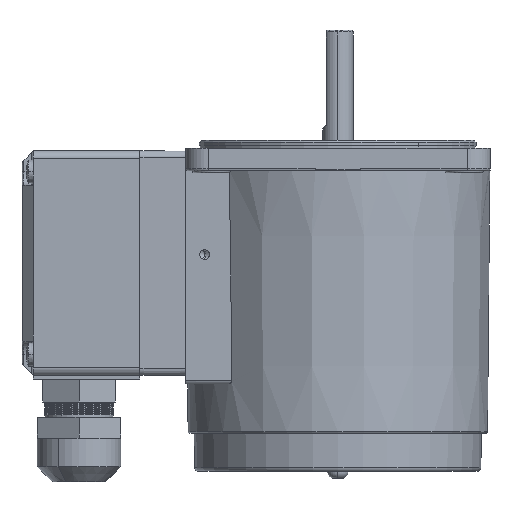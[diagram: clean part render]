
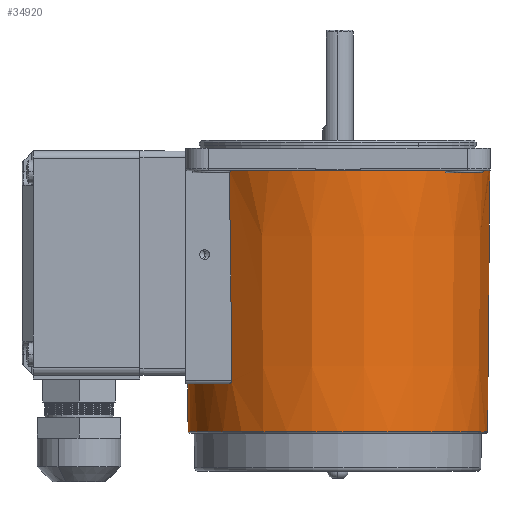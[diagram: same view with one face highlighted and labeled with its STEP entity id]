
A CAD part, left-side view. The second image highlights one B-rep face of the part: STEP entity #34920.
In plain terms, the highlighted conical face has half-angle 0.5 degrees and reference radius 39.35 mm.
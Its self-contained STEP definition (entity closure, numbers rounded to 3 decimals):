
#33034 = CARTESIAN_POINT ( 'NONE',  ( 39.35, 0., -74.504 ) ) ;
#33035 = LINE ( 'NONE', #33034, #33119 ) ;
#33076 = CARTESIAN_POINT ( 'NONE',  ( -39.35, 0., -74.504 ) ) ;
#33105 = DIRECTION ( 'NONE',  ( 0.009, 0., 1. ) ) ;
#33119 = VECTOR ( 'NONE', #33105, 1000. ) ;
#33195 = VERTEX_POINT ( 'NONE', #33076 ) ;
#33220 = LINE ( 'NONE', #33243, #33363 ) ;
#33232 = EDGE_CURVE ( 'NONE', #33289, #33281, #33035, .T. ) ;
#33243 = CARTESIAN_POINT ( 'NONE',  ( -39.35, 0., -74.504 ) ) ;
#33249 = CARTESIAN_POINT ( 'NONE',  ( 39.948, 0., -6. ) ) ;
#33264 = CARTESIAN_POINT ( 'NONE',  ( -39.459, 0., -62. ) ) ;
#33273 = VERTEX_POINT ( 'NONE', #33264 ) ;
#33281 = VERTEX_POINT ( 'NONE', #33249 ) ;
#33288 = EDGE_CURVE ( 'NONE', #33195, #33273, #33220, .T. ) ;
#33289 = VERTEX_POINT ( 'NONE', #33366 ) ;
#33361 = DIRECTION ( 'NONE',  ( -0.009, 0., 1. ) ) ;
#33363 = VECTOR ( 'NONE', #33361, 1000. ) ;
#33366 = CARTESIAN_POINT ( 'NONE',  ( 39.35, 0., -74.504 ) ) ;
#33535 = VERTEX_POINT ( 'NONE', #33973 ) ;
#33558 = VERTEX_POINT ( 'NONE', #34006 ) ;
#33626 = EDGE_CURVE ( 'NONE', #33640, #33632, #34327, .T. ) ;
#33632 = VERTEX_POINT ( 'NONE', #34291 ) ;
#33640 = VERTEX_POINT ( 'NONE', #34414 ) ;
#33676 = EDGE_CURVE ( 'NONE', #33535, #33558, #34479, .T. ) ;
#33973 = CARTESIAN_POINT ( 'NONE',  ( 5.964, -39.5, -6. ) ) ;
#34006 = CARTESIAN_POINT ( 'NONE',  ( 39.5, -5.964, -6. ) ) ;
#34125 = CARTESIAN_POINT ( 'NONE',  ( -28.349, -27.449, -61.901 ) ) ;
#34127 = CARTESIAN_POINT ( 'NONE',  ( -28.248, -27.553, -61.843 ) ) ;
#34291 = CARTESIAN_POINT ( 'NONE',  ( -5.964, -39.5, -6. ) ) ;
#34300 = DIRECTION ( 'NONE',  ( 1., 0., 0. ) ) ;
#34302 = DIRECTION ( 'NONE',  ( 0., 0., 1. ) ) ;
#34304 = CARTESIAN_POINT ( 'NONE',  ( 0., 0., -6. ) ) ;
#34305 = AXIS2_PLACEMENT_3D ( 'NONE', #34304, #34302, #34300 ) ;
#34327 = CIRCLE ( 'NONE', #34305, 39.948 ) ;
#34414 = CARTESIAN_POINT ( 'NONE',  ( -28.492, -28., -6. ) ) ;
#34448 = DIRECTION ( 'NONE',  ( 1., 0., 0. ) ) ;
#34449 = DIRECTION ( 'NONE',  ( 0., 0., 1. ) ) ;
#34468 = AXIS2_PLACEMENT_3D ( 'NONE', #34475, #34449, #34448 ) ;
#34475 = CARTESIAN_POINT ( 'NONE',  ( 0., 0., -6. ) ) ;
#34479 = CIRCLE ( 'NONE', #34468, 39.948 ) ;
#34827 = EDGE_LOOP ( 'NONE', ( #34847, #34931, #34933, #34906, #34926, #35020, #34877, #35023, #35021, #34879 ) ) ;
#34838 = EDGE_CURVE ( 'NONE', #33632, #33535, #37523, .T. ) ;
#34847 = ORIENTED_EDGE ( 'NONE', *, *, #33288, .F. ) ;
#34877 = ORIENTED_EDGE ( 'NONE', *, *, #33626, .F. ) ;
#34879 = ORIENTED_EDGE ( 'NONE', *, *, #34897, .F. ) ;
#34887 = EDGE_CURVE ( 'NONE', #35017, #34922, #37679, .T. ) ;
#34897 = EDGE_CURVE ( 'NONE', #33273, #34922, #37782, .T. ) ;
#34906 = ORIENTED_EDGE ( 'NONE', *, *, #34932, .F. ) ;
#34912 = EDGE_CURVE ( 'NONE', #33195, #33289, #37795, .T. ) ;
#34920 = ADVANCED_FACE ( 'NONE', ( #37784 ), #37731, .T. ) ;
#34922 = VERTEX_POINT ( 'NONE', #37738 ) ;
#34926 = ORIENTED_EDGE ( 'NONE', *, *, #33676, .F. ) ;
#34931 = ORIENTED_EDGE ( 'NONE', *, *, #34912, .T. ) ;
#34932 = EDGE_CURVE ( 'NONE', #33558, #33281, #37750, .T. ) ;
#34933 = ORIENTED_EDGE ( 'NONE', *, *, #33232, .T. ) ;
#34934 = EDGE_CURVE ( 'NONE', #35017, #33640, #37850, .T. ) ;
#35017 = VERTEX_POINT ( 'NONE', #38099 ) ;
#35020 = ORIENTED_EDGE ( 'NONE', *, *, #34838, .F. ) ;
#35021 = ORIENTED_EDGE ( 'NONE', *, *, #34887, .T. ) ;
#35023 = ORIENTED_EDGE ( 'NONE', *, *, #34934, .F. ) ;
#35320 = CARTESIAN_POINT ( 'NONE',  ( -28.56, -27.228, -61.981 ) ) ;
#35767 = CARTESIAN_POINT ( 'NONE',  ( -28.667, -27.115, -62. ) ) ;
#36459 = CARTESIAN_POINT ( 'NONE',  ( -28.775, -27., -62. ) ) ;
#37514 = AXIS2_PLACEMENT_3D ( 'NONE', #37534, #37653, #37651 ) ;
#37523 = CIRCLE ( 'NONE', #37514, 39.948 ) ;
#37534 = CARTESIAN_POINT ( 'NONE',  ( 0., 0., -6. ) ) ;
#37651 = DIRECTION ( 'NONE',  ( 1., 0., 0. ) ) ;
#37653 = DIRECTION ( 'NONE',  ( 0., 0., 1. ) ) ;
#37655 = CARTESIAN_POINT ( 'NONE',  ( -28.061, -27.746, -61.678 ) ) ;
#37657 = CARTESIAN_POINT ( 'NONE',  ( -27.976, -27.833, -61.573 ) ) ;
#37659 = CARTESIAN_POINT ( 'NONE',  ( -27.851, -27.961, -61.313 ) ) ;
#37661 = CARTESIAN_POINT ( 'NONE',  ( -27.813, -28., -61.159 ) ) ;
#37663 = CARTESIAN_POINT ( 'NONE',  ( -27.815, -28., -61. ) ) ;
#37679 = B_SPLINE_CURVE_WITH_KNOTS ( 'NONE', 3,
 ( #37663, #37661, #37659, #37657, #37655, #34127, #34125, #35320, #35767, #36459 ),
 .UNSPECIFIED., .F., .F.,
 ( 4, 2, 2, 2, 4 ),
 ( 0., 0., 0.001, 0.001, 0.002 ),
 .UNSPECIFIED. ) ;
#37731 = CONICAL_SURFACE ( 'NONE', #37745, 39.35, 0.009 ) ;
#37733 = CARTESIAN_POINT ( 'NONE',  ( 0., 0., -6. ) ) ;
#37738 = CARTESIAN_POINT ( 'NONE',  ( -28.775, -27., -62. ) ) ;
#37745 = AXIS2_PLACEMENT_3D ( 'NONE', #37788, #37876, #37756 ) ;
#37750 = CIRCLE ( 'NONE', #37863, 39.948 ) ;
#37752 = DIRECTION ( 'NONE',  ( 1., 0., 0. ) ) ;
#37754 = DIRECTION ( 'NONE',  ( 0., 0., 1. ) ) ;
#37756 = DIRECTION ( 'NONE',  ( 1., 0., 0. ) ) ;
#37764 = AXIS2_PLACEMENT_3D ( 'NONE', #37790, #37754, #37752 ) ;
#37775 = DIRECTION ( 'NONE',  ( 0., 1., 0. ) ) ;
#37777 = DIRECTION ( 'NONE',  ( 0., 0., 1. ) ) ;
#37779 = CARTESIAN_POINT ( 'NONE',  ( 0., 0., -62. ) ) ;
#37780 = AXIS2_PLACEMENT_3D ( 'NONE', #37779, #37777, #37775 ) ;
#37782 = CIRCLE ( 'NONE', #37780, 39.459 ) ;
#37784 = FACE_OUTER_BOUND ( 'NONE', #34827, .T. ) ;
#37788 = CARTESIAN_POINT ( 'NONE',  ( 0., 0., -74.504 ) ) ;
#37790 = CARTESIAN_POINT ( 'NONE',  ( 0., 0., -74.504 ) ) ;
#37795 = CIRCLE ( 'NONE', #37764, 39.35 ) ;
#37827 = CARTESIAN_POINT ( 'NONE',  ( -28.492, -28., -6. ) ) ;
#37829 = CARTESIAN_POINT ( 'NONE',  ( -28.321, -28., -19.992 ) ) ;
#37831 = CARTESIAN_POINT ( 'NONE',  ( -28.149, -28., -33.984 ) ) ;
#37833 = CARTESIAN_POINT ( 'NONE',  ( -27.976, -28., -47.976 ) ) ;
#37835 = CARTESIAN_POINT ( 'NONE',  ( -27.923, -28., -52.318 ) ) ;
#37838 = CARTESIAN_POINT ( 'NONE',  ( -27.869, -28., -56.659 ) ) ;
#37840 = CARTESIAN_POINT ( 'NONE',  ( -27.815, -28., -61. ) ) ;
#37850 = B_SPLINE_CURVE_WITH_KNOTS ( 'NONE', 3,
 ( #37840, #37838, #37835, #37833, #37831, #37829, #37827 ),
 .UNSPECIFIED., .F., .F.,
 ( 4, 3, 4 ),
 ( 0.065, 0.078, 0.12 ),
 .UNSPECIFIED. ) ;
#37859 = DIRECTION ( 'NONE',  ( 1., 0., 0. ) ) ;
#37861 = DIRECTION ( 'NONE',  ( 0., 0., 1. ) ) ;
#37863 = AXIS2_PLACEMENT_3D ( 'NONE', #37733, #37861, #37859 ) ;
#37876 = DIRECTION ( 'NONE',  ( 0., 0., 1. ) ) ;
#38099 = CARTESIAN_POINT ( 'NONE',  ( -27.815, -28., -61. ) ) ;
